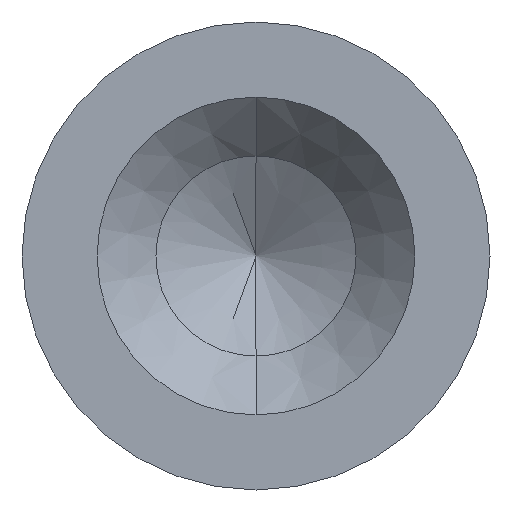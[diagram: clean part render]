
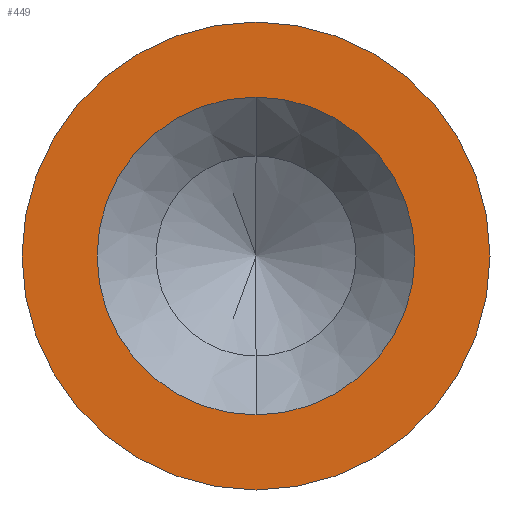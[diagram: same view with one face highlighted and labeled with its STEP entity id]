
A CAD part, front view. The second image highlights one B-rep face of the part: STEP entity #449.
In plain terms, the highlighted planar face has unit normal (0, -1, 0).
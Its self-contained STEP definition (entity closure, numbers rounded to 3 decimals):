
#29 = AXIS2_PLACEMENT_3D ( 'NONE', #121, #359, #534 ) ;
#34 = CARTESIAN_POINT ( 'NONE',  ( 0., 0., 7.95 ) ) ;
#39 = EDGE_CURVE ( 'NONE', #448, #64, #131, .T. ) ;
#64 = VERTEX_POINT ( 'NONE', #34 ) ;
#65 = CIRCLE ( 'NONE', #206, 5.4 ) ;
#76 = DIRECTION ( 'NONE',  ( 0., 0., -1. ) ) ;
#85 = VERTEX_POINT ( 'NONE', #525 ) ;
#89 = AXIS2_PLACEMENT_3D ( 'NONE', #226, #471, #179 ) ;
#103 = DIRECTION ( 'NONE',  ( 0., 1., 0. ) ) ;
#117 = FACE_OUTER_BOUND ( 'NONE', #324, .T. ) ;
#121 = CARTESIAN_POINT ( 'NONE',  ( 0., 0., 0. ) ) ;
#127 = ORIENTED_EDGE ( 'NONE', *, *, #510, .T. ) ;
#131 = CIRCLE ( 'NONE', #29, 7.95 ) ;
#142 = CARTESIAN_POINT ( 'NONE',  ( 0., 0., -7.95 ) ) ;
#179 = DIRECTION ( 'NONE',  ( 0., 0., -1. ) ) ;
#206 = AXIS2_PLACEMENT_3D ( 'NONE', #270, #446, #358 ) ;
#207 = ORIENTED_EDGE ( 'NONE', *, *, #345, .T. ) ;
#216 = ORIENTED_EDGE ( 'NONE', *, *, #39, .T. ) ;
#226 = CARTESIAN_POINT ( 'NONE',  ( 0., 0., 0. ) ) ;
#250 = CIRCLE ( 'NONE', #89, 7.95 ) ;
#270 = CARTESIAN_POINT ( 'NONE',  ( 0., 0., 0. ) ) ;
#297 = CARTESIAN_POINT ( 'NONE',  ( 0., 0., 0. ) ) ;
#308 = AXIS2_PLACEMENT_3D ( 'NONE', #297, #103, #478 ) ;
#324 = EDGE_LOOP ( 'NONE', ( #216, #207 ) ) ;
#337 = ORIENTED_EDGE ( 'NONE', *, *, #351, .T. ) ;
#345 = EDGE_CURVE ( 'NONE', #64, #448, #250, .T. ) ;
#351 = EDGE_CURVE ( 'NONE', #85, #469, #467, .T. ) ;
#353 = CARTESIAN_POINT ( 'NONE',  ( 0., 0., 5.4 ) ) ;
#358 = DIRECTION ( 'NONE',  ( 0., 0., -1. ) ) ;
#359 = DIRECTION ( 'NONE',  ( 0., -1., 0. ) ) ;
#427 = AXIS2_PLACEMENT_3D ( 'NONE', #483, #444, #76 ) ;
#428 = FACE_BOUND ( 'NONE', #536, .T. ) ;
#433 = PLANE ( 'NONE',  #427 ) ;
#444 = DIRECTION ( 'NONE',  ( 0., -1., 0. ) ) ;
#446 = DIRECTION ( 'NONE',  ( 0., 1., 0. ) ) ;
#448 = VERTEX_POINT ( 'NONE', #142 ) ;
#449 = ADVANCED_FACE ( 'NONE', ( #428, #117 ), #433, .T. ) ;
#467 = CIRCLE ( 'NONE', #308, 5.4 ) ;
#469 = VERTEX_POINT ( 'NONE', #353 ) ;
#471 = DIRECTION ( 'NONE',  ( 0., -1., 0. ) ) ;
#478 = DIRECTION ( 'NONE',  ( 0., 0., -1. ) ) ;
#483 = CARTESIAN_POINT ( 'NONE',  ( 7.95, 0., 0. ) ) ;
#510 = EDGE_CURVE ( 'NONE', #469, #85, #65, .T. ) ;
#525 = CARTESIAN_POINT ( 'NONE',  ( 0., 0., -5.4 ) ) ;
#534 = DIRECTION ( 'NONE',  ( 0., 0., -1. ) ) ;
#536 = EDGE_LOOP ( 'NONE', ( #337, #127 ) ) ;
